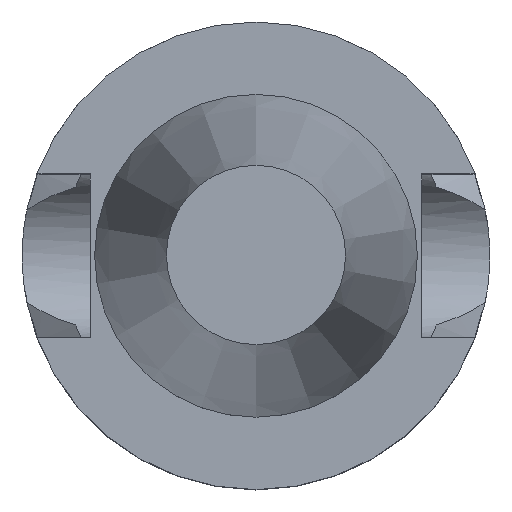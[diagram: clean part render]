
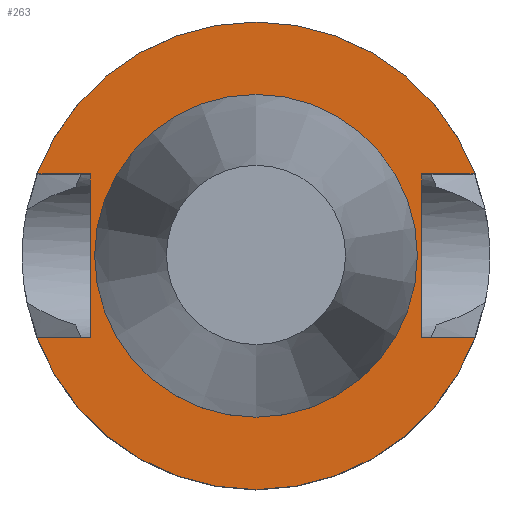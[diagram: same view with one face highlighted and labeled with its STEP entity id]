
A CAD part, top view. The second image highlights one B-rep face of the part: STEP entity #263.
In plain terms, the highlighted planar face has unit normal (0, 0, 1).
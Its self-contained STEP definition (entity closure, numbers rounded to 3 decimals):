
#122=EDGE_CURVE('240[2]',#352,#353,#354,.T.);
#124=EDGE_CURVE('240[2]',#356,#357,#358,.T.);
#150=EDGE_CURVE('240[2]',#353,#400,#401,.T.);
#152=EDGE_CURVE('240[2]',#400,#403,#404,.T.);
#185=EDGE_CURVE('240[2]',#403,#450,#451,.T.);
#218=EDGE_CURVE('240[2]',#494,#494,#495,.T.);
#223=EDGE_CURVE('240[2]',#450,#502,#503,.T.);
#237=EDGE_CURVE('240[2]',#502,#356,#521,.T.);
#263=ADVANCED_FACE('240[2]',(#553,#554),#555,.T.);
#265=EDGE_CURVE('240[2]',#357,#352,#557,.T.);
#352=VERTEX_POINT('',#656);
#353=VERTEX_POINT('',#657);
#354=LINE('',#658,#659);
#356=VERTEX_POINT('',#662);
#357=VERTEX_POINT('',#663);
#358=CIRCLE('',#664,23.0);
#400=VERTEX_POINT('',#763);
#401=LINE('',#764,#765);
#403=VERTEX_POINT('',#768);
#404=CIRCLE('',#769,23.0);
#450=VERTEX_POINT('',#893);
#451=LINE('',#894,#895);
#494=VERTEX_POINT('',#974);
#495=CIRCLE('',#975,15.875);
#502=VERTEX_POINT('',#984);
#503=LINE('',#985,#986);
#521=LINE('',#1016,#1017);
#553=FACE_OUTER_BOUND('',#1107,.T.);
#554=FACE_BOUND('',#1108,.T.);
#555=PLANE('',#1109);
#557=LINE('',#1112,#1113);
#656=CARTESIAN_POINT('',(-16.3,8.05,-1.));
#657=CARTESIAN_POINT('',(-16.3,-8.05,-1.0));
#658=CARTESIAN_POINT('',(-16.3,13.744,-1.));
#659=VECTOR('',#1267,1.0);
#662=CARTESIAN_POINT('',(21.545,8.05,-1.));
#663=CARTESIAN_POINT('',(-21.545,8.05,-1.));
#664=AXIS2_PLACEMENT_3D('',#1268,#1269,#1270);
#763=CARTESIAN_POINT('',(-21.545,-8.05,-1.0));
#764=CARTESIAN_POINT('',(-8.15,-8.05,-1.0));
#765=VECTOR('',#1298,1.0);
#768=CARTESIAN_POINT('',(21.545,-8.05,-1.0));
#769=AXIS2_PLACEMENT_3D('',#1299,#1300,#1301);
#893=CARTESIAN_POINT('',(16.3,-8.05,-1.0));
#894=CARTESIAN_POINT('',(8.15,-8.05,-1.0));
#895=VECTOR('',#1335,1.0);
#974=CARTESIAN_POINT('',(0.,15.875,-1.));
#975=AXIS2_PLACEMENT_3D('',#1383,#1384,#1385);
#984=CARTESIAN_POINT('',(16.3,8.05,-1.));
#985=CARTESIAN_POINT('',(16.3,5.694,-1.0));
#986=VECTOR('',#1392,1.0);
#1016=CARTESIAN_POINT('',(8.15,8.05,-1.));
#1017=VECTOR('',#1411,1.0);
#1107=EDGE_LOOP('',(#1466,#1467,#1468,#1469,#1470,#1471,#1472,#1473));
#1108=EDGE_LOOP('',(#1474));
#1109=AXIS2_PLACEMENT_3D('',#1475,#1476,#1477);
#1112=CARTESIAN_POINT('',(-8.15,8.05,-1.0));
#1113=VECTOR('',#1478,1.0);
#1267=DIRECTION('',(0.0,-1.0,0.));
#1268=CARTESIAN_POINT('',(0.,0.,-1.0));
#1269=DIRECTION('',(0.,0.,1.0));
#1270=DIRECTION('',(0.,1.0,0.));
#1298=DIRECTION('',(-1.0,0.,0.));
#1299=CARTESIAN_POINT('',(0.,0.,-1.0));
#1300=DIRECTION('',(0.,0.,1.0));
#1301=DIRECTION('',(0.,1.0,0.));
#1335=DIRECTION('',(-1.0,0.,0.));
#1383=CARTESIAN_POINT('',(0.,0.,-1.0));
#1384=DIRECTION('',(0.,0.,1.0));
#1385=DIRECTION('',(0.,1.0,0.));
#1392=DIRECTION('',(0.0,1.0,0.));
#1411=DIRECTION('',(1.0,0.,0.));
#1466=ORIENTED_EDGE('',*,*,#265,.T.);
#1467=ORIENTED_EDGE('',*,*,#122,.T.);
#1468=ORIENTED_EDGE('',*,*,#150,.T.);
#1469=ORIENTED_EDGE('',*,*,#152,.T.);
#1470=ORIENTED_EDGE('',*,*,#185,.T.);
#1471=ORIENTED_EDGE('',*,*,#223,.T.);
#1472=ORIENTED_EDGE('',*,*,#237,.T.);
#1473=ORIENTED_EDGE('',*,*,#124,.T.);
#1474=ORIENTED_EDGE('',*,*,#218,.F.);
#1475=CARTESIAN_POINT('',(0.,19.438,-1.));
#1476=DIRECTION('',(0.,0.,1.0));
#1477=DIRECTION('',(1.0,0.,0.0));
#1478=DIRECTION('',(1.0,0.,0.));
